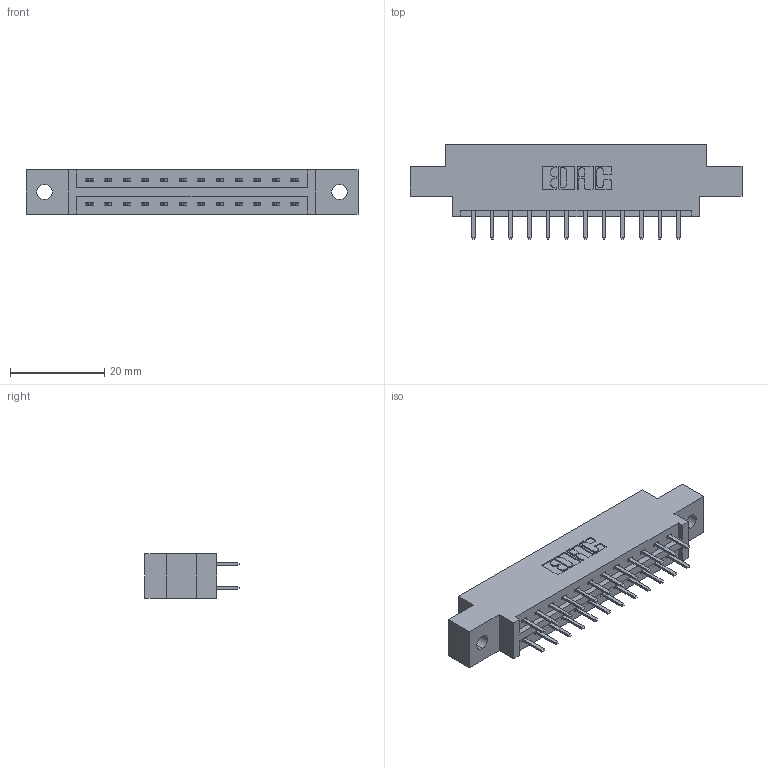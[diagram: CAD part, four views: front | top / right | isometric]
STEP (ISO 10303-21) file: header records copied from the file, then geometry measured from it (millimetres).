
FILE_DESCRIPTION (( 'STEP AP203' ), '1' );
FILE_NAME ('337-024-520-802.STEP', '2019-10-10T20:38:51', ( '' ), ( '' ), 'SwSTEP 2.0', 'SolidWorks 2016', '' );
FILE_SCHEMA (( 'CONFIG_CONTROL_DESIGN' ));
Length unit declared in the file: inch
Products named in the file (3): 337 Part_0.170 Offset - 0.128 Dia; 345-292-001_345-293-120; 337-024-520-802
Assembly tree (25 placements, depth 2):
  337-024-520-802
    337 Part_0.170 Offset - 0.128 Dia
    345-292-001_345-293-120  x24
Bounding box: 70.56 x 20.02 x 9.4 mm (x, y, z)
Volume: 6872.2 mm3; surface area: 7282.7 mm2
Topology: 25 solids, 25 shells, 1510 faces, 4379 edges, 2854 vertices
Faces by surface type: plane 1034, cylinder 476
Entity records: 13433 total; most frequent: CARTESIAN_POINT 2302, ORIENTED_EDGE 2226, DIRECTION 2001, EDGE_CURVE 1113, LINE 981, VECTOR 981, VERTEX_POINT 738, AXIS2_PLACEMENT_3D 510
